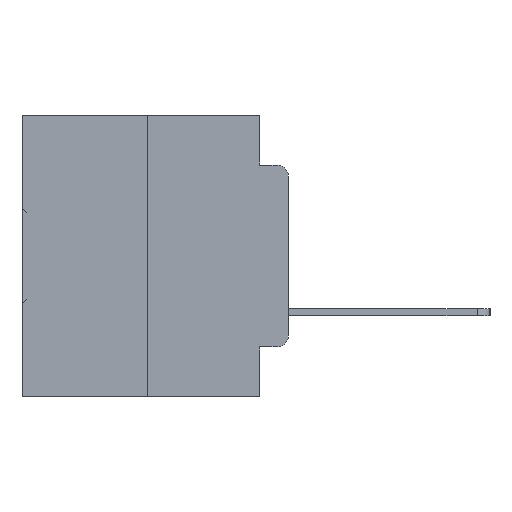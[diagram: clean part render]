
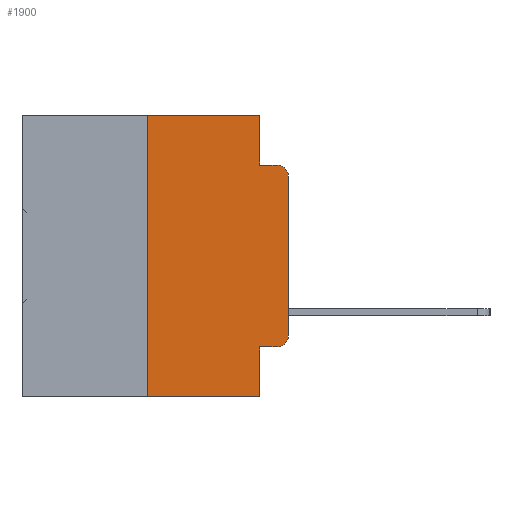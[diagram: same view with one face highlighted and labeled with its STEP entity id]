
A CAD part, left-side view. The second image highlights one B-rep face of the part: STEP entity #1900.
In plain terms, the highlighted planar face has unit normal (-1, 0, 0).
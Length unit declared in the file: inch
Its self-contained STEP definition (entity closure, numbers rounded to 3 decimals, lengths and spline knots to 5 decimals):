
#156 = DIRECTION ( 'NONE',  ( 1., 0., 0. ) ) ;
#282 = ORIENTED_EDGE ( 'NONE', *, *, #30956, .T. ) ;
#931 = DIRECTION ( 'NONE',  ( 0., 0., -1. ) ) ;
#1073 = CARTESIAN_POINT ( 'NONE',  ( 0., 0., -0.3915 ) ) ;
#1196 = DIRECTION ( 'NONE',  ( 0., 0., -1. ) ) ;
#1515 = VECTOR ( 'NONE', #22749, 39.37008 ) ;
#1612 = FACE_OUTER_BOUND ( 'NONE', #14032, .T. ) ;
#1699 = VERTEX_POINT ( 'NONE', #29507 ) ;
#1900 = ADVANCED_FACE ( 'NONE', ( #1612 ), #33008, .F. ) ;
#1993 = LINE ( 'NONE', #17734, #17529 ) ;
#2077 = VECTOR ( 'NONE', #5860, 39.37008 ) ;
#3127 = CARTESIAN_POINT ( 'NONE',  ( 0., 0.25, 0. ) ) ;
#4067 = VERTEX_POINT ( 'NONE', #3127 ) ;
#4239 = VERTEX_POINT ( 'NONE', #31265 ) ;
#4245 = CARTESIAN_POINT ( 'NONE',  ( 0., 0.02, -0.3915 ) ) ;
#4361 = CARTESIAN_POINT ( 'NONE',  ( 0., 0.25, 0. ) ) ;
#4484 = LINE ( 'NONE', #29120, #31054 ) ;
#4619 = LINE ( 'NONE', #19650, #18393 ) ;
#5860 = DIRECTION ( 'NONE',  ( 0., -1., 0. ) ) ;
#5977 = DIRECTION ( 'NONE',  ( 0., -1., 0. ) ) ;
#7102 = DIRECTION ( 'NONE',  ( 0., 0., -1. ) ) ;
#7469 = VERTEX_POINT ( 'NONE', #15008 ) ;
#8580 = CARTESIAN_POINT ( 'NONE',  ( 0., 0.051, -0.0885 ) ) ;
#8728 = LINE ( 'NONE', #4361, #29648 ) ;
#9158 = VERTEX_POINT ( 'NONE', #13781 ) ;
#10055 = DIRECTION ( 'NONE',  ( 0., -1., 0. ) ) ;
#10704 = LINE ( 'NONE', #30873, #1515 ) ;
#11242 = ORIENTED_EDGE ( 'NONE', *, *, #29606, .T. ) ;
#11335 = CARTESIAN_POINT ( 'NONE',  ( 0., 0.473, 0. ) ) ;
#11377 = VERTEX_POINT ( 'NONE', #30996 ) ;
#11403 = CARTESIAN_POINT ( 'NONE',  ( 0., 0.051, -0.4115 ) ) ;
#13764 = CIRCLE ( 'NONE', #25542, 0.02 ) ;
#13781 = CARTESIAN_POINT ( 'NONE',  ( 0., 0., -0.1085 ) ) ;
#13999 = CARTESIAN_POINT ( 'NONE',  ( 0., 0.473, 0. ) ) ;
#14032 = EDGE_LOOP ( 'NONE', ( #282, #32057, #18039, #27040, #15064, #16761, #11242, #32965, #27101, #21521 ) ) ;
#14782 = EDGE_CURVE ( 'NONE', #4067, #1699, #17611, .T. ) ;
#15008 = CARTESIAN_POINT ( 'NONE',  ( 0., 0.25, -0.5 ) ) ;
#15064 = ORIENTED_EDGE ( 'NONE', *, *, #14782, .F. ) ;
#15885 = DIRECTION ( 'NONE',  ( -1., 0., 0. ) ) ;
#16363 = EDGE_CURVE ( 'NONE', #11377, #29756, #21403, .T. ) ;
#16761 = ORIENTED_EDGE ( 'NONE', *, *, #23630, .F. ) ;
#17268 = VERTEX_POINT ( 'NONE', #8580 ) ;
#17529 = VECTOR ( 'NONE', #1196, 39.37008 ) ;
#17611 = LINE ( 'NONE', #11335, #2077 ) ;
#17734 = CARTESIAN_POINT ( 'NONE',  ( 0., 0.051, 0. ) ) ;
#18039 = ORIENTED_EDGE ( 'NONE', *, *, #27344, .F. ) ;
#18175 = EDGE_CURVE ( 'NONE', #34339, #11377, #26879, .T. ) ;
#18393 = VECTOR ( 'NONE', #5977, 39.37008 ) ;
#19278 = CARTESIAN_POINT ( 'NONE',  ( 0., 0.051, -0.5 ) ) ;
#19463 = DIRECTION ( 'NONE',  ( 0., 0., -1. ) ) ;
#19650 = CARTESIAN_POINT ( 'NONE',  ( 0., 0.473, -0.5 ) ) ;
#19691 = VECTOR ( 'NONE', #931, 39.37008 ) ;
#19994 = EDGE_CURVE ( 'NONE', #34339, #34013, #1993, .T. ) ;
#21403 = CIRCLE ( 'NONE', #23843, 0.02 ) ;
#21521 = ORIENTED_EDGE ( 'NONE', *, *, #16363, .T. ) ;
#22749 = DIRECTION ( 'NONE',  ( 0., 0., 1. ) ) ;
#23442 = DIRECTION ( 'NONE',  ( -1., 0., 0. ) ) ;
#23630 = EDGE_CURVE ( 'NONE', #7469, #4067, #8728, .T. ) ;
#23843 = AXIS2_PLACEMENT_3D ( 'NONE', #4245, #23442, #7102 ) ;
#25490 = EDGE_CURVE ( 'NONE', #1699, #17268, #28654, .T. ) ;
#25542 = AXIS2_PLACEMENT_3D ( 'NONE', #32167, #15885, #34843 ) ;
#26879 = LINE ( 'NONE', #11403, #33182 ) ;
#27040 = ORIENTED_EDGE ( 'NONE', *, *, #25490, .F. ) ;
#27101 = ORIENTED_EDGE ( 'NONE', *, *, #18175, .T. ) ;
#27344 = EDGE_CURVE ( 'NONE', #17268, #4239, #4484, .T. ) ;
#28318 = CARTESIAN_POINT ( 'NONE',  ( 0., 0.051, 0. ) ) ;
#28654 = LINE ( 'NONE', #28318, #19691 ) ;
#29051 = CARTESIAN_POINT ( 'NONE',  ( 0., 0.051, -0.4115 ) ) ;
#29120 = CARTESIAN_POINT ( 'NONE',  ( 0., 0.051, -0.0885 ) ) ;
#29150 = EDGE_CURVE ( 'NONE', #9158, #4239, #13764, .T. ) ;
#29192 = DIRECTION ( 'NONE',  ( 0., 0., 1. ) ) ;
#29235 = AXIS2_PLACEMENT_3D ( 'NONE', #13999, #156, #19463 ) ;
#29507 = CARTESIAN_POINT ( 'NONE',  ( 0., 0.051, 0. ) ) ;
#29606 = EDGE_CURVE ( 'NONE', #7469, #34013, #4619, .T. ) ;
#29648 = VECTOR ( 'NONE', #29192, 39.37008 ) ;
#29756 = VERTEX_POINT ( 'NONE', #1073 ) ;
#30873 = CARTESIAN_POINT ( 'NONE',  ( 0., 0., 0. ) ) ;
#30956 = EDGE_CURVE ( 'NONE', #29756, #9158, #10704, .T. ) ;
#30996 = CARTESIAN_POINT ( 'NONE',  ( 0., 0.02, -0.4115 ) ) ;
#31054 = VECTOR ( 'NONE', #10055, 39.37008 ) ;
#31265 = CARTESIAN_POINT ( 'NONE',  ( 0., 0.02, -0.0885 ) ) ;
#32057 = ORIENTED_EDGE ( 'NONE', *, *, #29150, .T. ) ;
#32167 = CARTESIAN_POINT ( 'NONE',  ( 0., 0.02, -0.1085 ) ) ;
#32965 = ORIENTED_EDGE ( 'NONE', *, *, #19994, .F. ) ;
#33008 = PLANE ( 'NONE',  #29235 ) ;
#33145 = DIRECTION ( 'NONE',  ( 0., -1., 0. ) ) ;
#33182 = VECTOR ( 'NONE', #33145, 39.37008 ) ;
#34013 = VERTEX_POINT ( 'NONE', #19278 ) ;
#34339 = VERTEX_POINT ( 'NONE', #29051 ) ;
#34843 = DIRECTION ( 'NONE',  ( 0., 0., -1. ) ) ;
